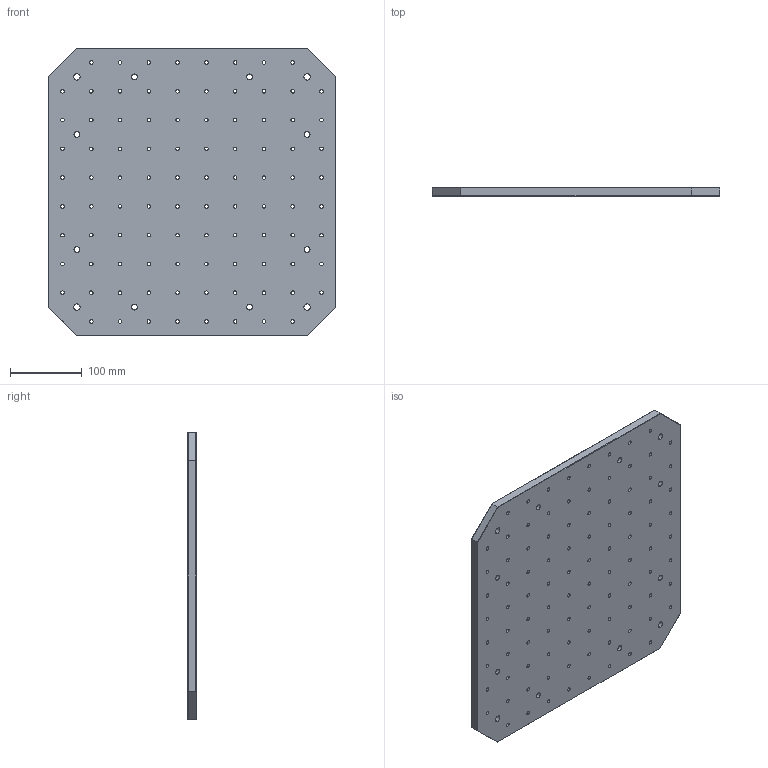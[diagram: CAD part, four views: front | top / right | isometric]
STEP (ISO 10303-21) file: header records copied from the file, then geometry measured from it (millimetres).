
FILE_DESCRIPTION (( 'STEP AP214' ), '1' );
FILE_NAME ('pallette_1x1_perforated_m6-pallette-ahl_001.STEP', '2014-02-19T07:11:24', ( '' ), ( '' ), 'SwSTEP 2.0', 'SolidWorks 2013', '' );
FILE_SCHEMA (( 'AUTOMOTIVE_DESIGN' ));
Length unit declared in the file: millimetre
Products named in the file (1): pallette_1x1_perforated_m6-pallette-ahl_001
Bounding box: 399.5 x 12 x 399.5 mm (x, y, z)
Volume: 1844789.9 mm3; surface area: 346660 mm2
Topology: 1 solids, 1 shells, 249 faces, 719 edges, 472 vertices
Faces by surface type: cylinder 216, plane 25, cone 8
Entity records: 10995 total; most frequent: DIRECTION 1659, CARTESIAN_POINT 1441, ORIENTED_EDGE 1438, EDGE_CURVE 719, AXIS2_PLACEMENT_3D 690, VERTEX_POINT 472, EDGE_LOOP 465, CIRCLE 440
